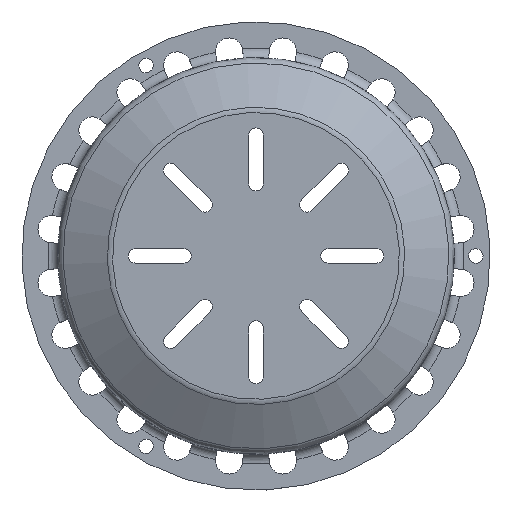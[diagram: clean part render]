
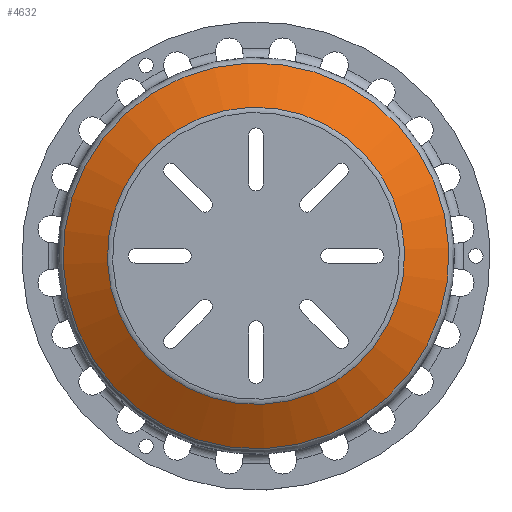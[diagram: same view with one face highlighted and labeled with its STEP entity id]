
A CAD part, top view. The second image highlights one B-rep face of the part: STEP entity #4632.
In plain terms, the highlighted conical face has half-angle 60 degrees and reference radius 948.024 mm.
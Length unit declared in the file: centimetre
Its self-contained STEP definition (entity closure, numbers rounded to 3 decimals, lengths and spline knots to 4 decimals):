
#21=CONICAL_SURFACE('',#5026,94.8024,1.047);
#719=LINE('',#13215,#983);
#983=VECTOR('',#6083,94.8024);
#1174=FACE_OUTER_BOUND('',#1390,.T.);
#1390=EDGE_LOOP('',(#4363,#4364,#4365,#4366,#4367,#4368));
#1588=CIRCLE('',#5023,107.1);
#1590=CIRCLE('',#5025,107.1);
#1591=CIRCLE('',#5027,82.5049);
#1592=CIRCLE('',#5028,82.5049);
#2108=VERTEX_POINT('',#13205);
#2109=VERTEX_POINT('',#13206);
#2110=VERTEX_POINT('',#13211);
#2111=VERTEX_POINT('',#13212);
#2859=EDGE_CURVE('',#2108,#2109,#1588,.T.);
#2861=EDGE_CURVE('',#2109,#2108,#1590,.T.);
#2862=EDGE_CURVE('',#2110,#2111,#1591,.T.);
#2863=EDGE_CURVE('',#2111,#2110,#1592,.T.);
#2864=EDGE_CURVE('',#2111,#2109,#719,.T.);
#4363=ORIENTED_EDGE('',*,*,#2862,.F.);
#4364=ORIENTED_EDGE('',*,*,#2863,.F.);
#4365=ORIENTED_EDGE('',*,*,#2864,.T.);
#4366=ORIENTED_EDGE('',*,*,#2861,.T.);
#4367=ORIENTED_EDGE('',*,*,#2859,.T.);
#4368=ORIENTED_EDGE('',*,*,#2864,.F.);
#4632=ADVANCED_FACE('',(#1174),#21,.T.);
#5023=AXIS2_PLACEMENT_3D('',#13207,#6071,#6072);
#5025=AXIS2_PLACEMENT_3D('',#13209,#6075,#6076);
#5026=AXIS2_PLACEMENT_3D('',#13210,#6077,#6078);
#5027=AXIS2_PLACEMENT_3D('',#13213,#6079,#6080);
#5028=AXIS2_PLACEMENT_3D('',#13214,#6081,#6082);
#6071=DIRECTION('center_axis',(0.,0.,
1.));
#6072=DIRECTION('ref_axis',(0.131,0.991,0.));
#6075=DIRECTION('center_axis',(0.,0.,
1.));
#6076=DIRECTION('ref_axis',(0.131,0.991,0.));
#6077=DIRECTION('center_axis',(0.,0.,
-1.));
#6078=DIRECTION('ref_axis',(-0.131,-0.991,0.));
#6079=DIRECTION('center_axis',(0.,0.,
1.));
#6080=DIRECTION('ref_axis',(0.131,0.991,0.));
#6081=DIRECTION('center_axis',(0.,0.,
1.));
#6082=DIRECTION('ref_axis',(0.131,0.991,0.));
#6083=DIRECTION('',(0.113,0.859,-0.5));
#13205=CARTESIAN_POINT('',(-106.1837,13.9794,30.0229));
#13206=CARTESIAN_POINT('',(13.9794,106.1837,30.0229));
#13207=CARTESIAN_POINT('Origin',(0.,0.,
30.0229));
#13209=CARTESIAN_POINT('Origin',(0.,0.,
30.0229));
#13210=CARTESIAN_POINT('Origin',(0.,0.,
37.1229));
#13211=CARTESIAN_POINT('',(-81.799,10.769,44.2229));
#13212=CARTESIAN_POINT('',(10.769,81.799,44.2229));
#13213=CARTESIAN_POINT('Origin',(0.,0.,
44.2229));
#13214=CARTESIAN_POINT('Origin',(0.,0.,
44.2229));
#13215=CARTESIAN_POINT('',(12.3742,93.9914,37.1229));
